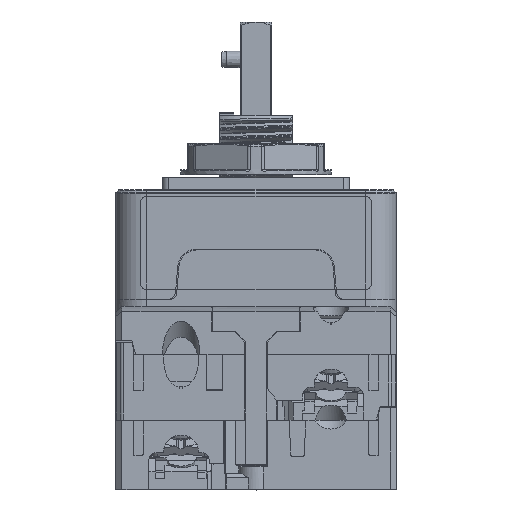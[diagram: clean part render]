
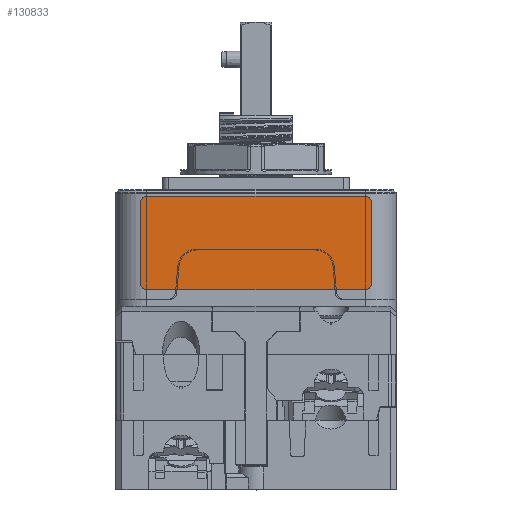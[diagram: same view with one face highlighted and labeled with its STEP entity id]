
A CAD part, top view. The second image highlights one B-rep face of the part: STEP entity #130833.
In plain terms, the highlighted face is planar.
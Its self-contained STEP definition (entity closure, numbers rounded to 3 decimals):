
#130614=CARTESIAN_POINT('',(-17.5,0.2,-6.5));
#130615=DIRECTION('',(0.,1.,0.));
#130616=DIRECTION('',(0.,0.,-1.));
#130617=AXIS2_PLACEMENT_3D('',#130614,#130615,#130616);
#130619=DIRECTION('',(-1.,0.,0.));
#130620=VECTOR('',#130619,35.);
#130621=CARTESIAN_POINT('',(17.5,0.2,-7.5));
#130622=LINE('',#130621,#130620);
#130623=CARTESIAN_POINT('',(17.5,0.2,-6.5));
#130624=DIRECTION('',(0.,1.,0.));
#130625=DIRECTION('',(1.,0.,0.));
#130626=AXIS2_PLACEMENT_3D('',#130623,#130624,#130625);
#130628=DIRECTION('',(0.,0.,-1.));
#130629=VECTOR('',#130628,13.);
#130630=CARTESIAN_POINT('',(18.5,0.2,6.5));
#130631=LINE('',#130630,#130629);
#130632=CARTESIAN_POINT('',(17.5,0.2,6.5));
#130633=DIRECTION('',(0.,1.,0.));
#130634=DIRECTION('',(0.,0.,1.));
#130635=AXIS2_PLACEMENT_3D('',#130632,#130633,#130634);
#130637=DIRECTION('',(1.,0.,0.));
#130638=VECTOR('',#130637,35.);
#130639=CARTESIAN_POINT('',(-17.5,0.2,7.5));
#130640=LINE('',#130639,#130638);
#130641=CARTESIAN_POINT('',(-17.5,0.2,6.5));
#130642=DIRECTION('',(0.,1.,0.));
#130643=DIRECTION('',(-1.,0.,0.));
#130644=AXIS2_PLACEMENT_3D('',#130641,#130642,#130643);
#130646=DIRECTION('',(0.,0.,1.));
#130647=VECTOR('',#130646,13.);
#130648=CARTESIAN_POINT('',(-18.5,0.2,-6.5));
#130649=LINE('',#130648,#130647);
#130654=CARTESIAN_POINT('',(-17.5,0.2,-7.5));
#130655=VERTEX_POINT('',#130654);
#130656=CARTESIAN_POINT('',(-18.5,0.2,-6.5));
#130657=VERTEX_POINT('',#130656);
#130662=CARTESIAN_POINT('',(18.5,0.2,-6.5));
#130663=VERTEX_POINT('',#130662);
#130664=CARTESIAN_POINT('',(17.5,0.2,-7.5));
#130665=VERTEX_POINT('',#130664);
#130670=CARTESIAN_POINT('',(-18.5,0.2,6.5));
#130671=VERTEX_POINT('',#130670);
#130672=CARTESIAN_POINT('',(-17.5,0.2,7.5));
#130673=VERTEX_POINT('',#130672);
#130678=CARTESIAN_POINT('',(17.5,0.2,7.5));
#130679=VERTEX_POINT('',#130678);
#130680=CARTESIAN_POINT('',(18.5,0.2,6.5));
#130681=VERTEX_POINT('',#130680);
#130818=CARTESIAN_POINT('',(0.,0.2,0.));
#130819=DIRECTION('',(0.,1.,0.));
#130820=DIRECTION('',(1.,0.,0.));
#130821=AXIS2_PLACEMENT_3D('',#130818,#130819,#130820);
#130822=PLANE('',#130821);
#130823=ORIENTED_EDGE('',*,*,#130714,.F.);
#130824=ORIENTED_EDGE('',*,*,#130730,.F.);
#130825=ORIENTED_EDGE('',*,*,#130743,.F.);
#130826=ORIENTED_EDGE('',*,*,#130758,.F.);
#130827=ORIENTED_EDGE('',*,*,#130771,.F.);
#130828=ORIENTED_EDGE('',*,*,#130784,.F.);
#130829=ORIENTED_EDGE('',*,*,#130799,.F.);
#130830=ORIENTED_EDGE('',*,*,#130811,.F.);
#130831=EDGE_LOOP('',(#130823,#130824,#130825,#130826,#130827,#130828,#130829,
#130830));
#130832=FACE_OUTER_BOUND('',#130831,.F.);
#130618=CIRCLE('',#130617,1.);
#130627=CIRCLE('',#130626,1.);
#130636=CIRCLE('',#130635,1.);
#130645=CIRCLE('',#130644,1.);
#130714=EDGE_CURVE('',#130655,#130657,#130618,.T.);
#130730=EDGE_CURVE('',#130665,#130655,#130622,.T.);
#130743=EDGE_CURVE('',#130663,#130665,#130627,.T.);
#130758=EDGE_CURVE('',#130681,#130663,#130631,.T.);
#130771=EDGE_CURVE('',#130679,#130681,#130636,.T.);
#130784=EDGE_CURVE('',#130673,#130679,#130640,.T.);
#130799=EDGE_CURVE('',#130671,#130673,#130645,.T.);
#130811=EDGE_CURVE('',#130657,#130671,#130649,.T.);
#130833=ADVANCED_FACE('',(#130832),#130822,.T.);
